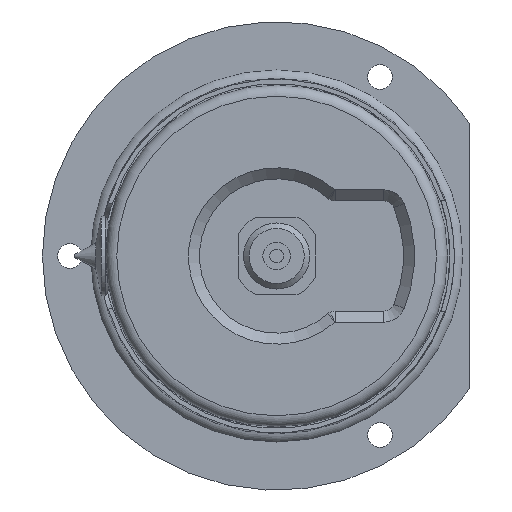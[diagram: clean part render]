
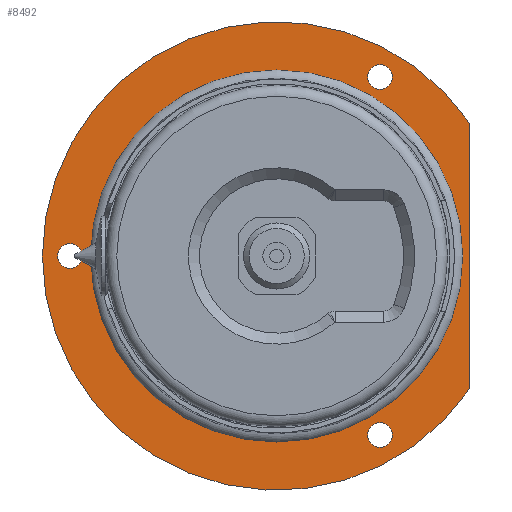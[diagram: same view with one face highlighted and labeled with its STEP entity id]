
A CAD part, left-side view. The second image highlights one B-rep face of the part: STEP entity #8492.
In plain terms, the highlighted planar face has unit normal (-1, 0, 0).
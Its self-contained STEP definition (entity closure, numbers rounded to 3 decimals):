
#410=PLANE('',#9128);
#497=FACE_BOUND('',#1537,.T.);
#498=FACE_BOUND('',#1538,.T.);
#499=FACE_BOUND('',#1539,.T.);
#500=FACE_BOUND('',#1540,.T.);
#983=FACE_OUTER_BOUND('',#1536,.T.);
#1536=EDGE_LOOP('',(#7905,#7906));
#1537=EDGE_LOOP('',(#7907,#7908));
#1538=EDGE_LOOP('',(#7909,#7910));
#1539=EDGE_LOOP('',(#7911,#7912));
#1540=EDGE_LOOP('',(#7913,#7914));
#2480=LINE('',#14377,#3412);
#3412=VECTOR('',#11279,1000.);
#3549=CIRCLE('',#9088,2.25);
#3552=CIRCLE('',#9091,2.25);
#3553=CIRCLE('',#9093,2.25);
#3556=CIRCLE('',#9096,2.25);
#3557=CIRCLE('',#9098,2.25);
#3560=CIRCLE('',#9101,2.25);
#3569=CIRCLE('',#9112,33.75);
#3570=CIRCLE('',#9113,33.75);
#3580=CIRCLE('',#9129,42.5);
#4401=VERTEX_POINT('',#14220);
#4402=VERTEX_POINT('',#14221);
#4405=VERTEX_POINT('',#14230);
#4406=VERTEX_POINT('',#14231);
#4409=VERTEX_POINT('',#14240);
#4410=VERTEX_POINT('',#14241);
#4419=VERTEX_POINT('',#14264);
#4420=VERTEX_POINT('',#14266);
#4437=VERTEX_POINT('',#14375);
#4438=VERTEX_POINT('',#14376);
#5557=EDGE_CURVE('',#4401,#4402,#3549,.T.);
#5561=EDGE_CURVE('',#4402,#4401,#3552,.T.);
#5562=EDGE_CURVE('',#4405,#4406,#3553,.T.);
#5566=EDGE_CURVE('',#4406,#4405,#3556,.T.);
#5567=EDGE_CURVE('',#4409,#4410,#3557,.T.);
#5571=EDGE_CURVE('',#4410,#4409,#3560,.T.);
#5580=EDGE_CURVE('',#4419,#4420,#3569,.T.);
#5581=EDGE_CURVE('',#4420,#4419,#3570,.T.);
#5604=EDGE_CURVE('',#4437,#4438,#2480,.T.);
#5605=EDGE_CURVE('',#4437,#4438,#3580,.T.);
#7905=ORIENTED_EDGE('',*,*,#5604,.F.);
#7906=ORIENTED_EDGE('',*,*,#5605,.T.);
#7907=ORIENTED_EDGE('',*,*,#5567,.F.);
#7908=ORIENTED_EDGE('',*,*,#5571,.F.);
#7909=ORIENTED_EDGE('',*,*,#5557,.F.);
#7910=ORIENTED_EDGE('',*,*,#5561,.F.);
#7911=ORIENTED_EDGE('',*,*,#5562,.F.);
#7912=ORIENTED_EDGE('',*,*,#5566,.F.);
#7913=ORIENTED_EDGE('',*,*,#5581,.F.);
#7914=ORIENTED_EDGE('',*,*,#5580,.F.);
#8492=ADVANCED_FACE('',(#983,#497,#498,#499,#500),#410,.T.);
#9088=AXIS2_PLACEMENT_3D('',#14222,#11191,#11192);
#9091=AXIS2_PLACEMENT_3D('',#14228,#11198,#11199);
#9093=AXIS2_PLACEMENT_3D('',#14232,#11202,#11203);
#9096=AXIS2_PLACEMENT_3D('',#14238,#11209,#11210);
#9098=AXIS2_PLACEMENT_3D('',#14242,#11213,#11214);
#9101=AXIS2_PLACEMENT_3D('',#14248,#11220,#11221);
#9112=AXIS2_PLACEMENT_3D('',#14267,#11242,#11243);
#9113=AXIS2_PLACEMENT_3D('',#14268,#11244,#11245);
#9128=AXIS2_PLACEMENT_3D('',#14374,#11277,#11278);
#9129=AXIS2_PLACEMENT_3D('',#14378,#11280,#11281);
#11191=DIRECTION('center_axis',(-1.,0.,0.));
#11192=DIRECTION('ref_axis',(0.,-1.,0.));
#11198=DIRECTION('center_axis',(-1.,0.,0.));
#11199=DIRECTION('ref_axis',(0.,-1.,0.));
#11202=DIRECTION('center_axis',(-1.,0.,0.));
#11203=DIRECTION('ref_axis',(0.,-1.,0.));
#11209=DIRECTION('center_axis',(-1.,0.,0.));
#11210=DIRECTION('ref_axis',(0.,-1.,0.));
#11213=DIRECTION('center_axis',(-1.,0.,0.));
#11214=DIRECTION('ref_axis',(0.,-1.,0.));
#11220=DIRECTION('center_axis',(-1.,0.,0.));
#11221=DIRECTION('ref_axis',(0.,-1.,0.));
#11242=DIRECTION('center_axis',(-1.,0.,0.));
#11243=DIRECTION('ref_axis',(0.,-1.,0.));
#11244=DIRECTION('center_axis',(-1.,0.,0.));
#11245=DIRECTION('ref_axis',(0.,-1.,0.));
#11277=DIRECTION('center_axis',(-1.,0.,0.));
#11278=DIRECTION('ref_axis',(0.,-1.,0.));
#11279=DIRECTION('',(0.,0.,-1.));
#11280=DIRECTION('center_axis',(-1.,0.,0.));
#11281=DIRECTION('ref_axis',(0.,-1.,0.));
#14220=CARTESIAN_POINT('',(25.2,-16.5,32.476));
#14221=CARTESIAN_POINT('',(25.2,-21.,32.476));
#14222=CARTESIAN_POINT('Origin',(25.2,-18.75,32.476));
#14228=CARTESIAN_POINT('Origin',(25.2,-18.75,32.476));
#14230=CARTESIAN_POINT('',(25.2,-16.5,-32.476));
#14231=CARTESIAN_POINT('',(25.2,-21.,-32.476));
#14232=CARTESIAN_POINT('Origin',(25.2,-18.75,-32.476));
#14238=CARTESIAN_POINT('Origin',(25.2,-18.75,-32.476));
#14240=CARTESIAN_POINT('',(25.2,39.75,0.));
#14241=CARTESIAN_POINT('',(25.2,35.25,0.));
#14242=CARTESIAN_POINT('Origin',(25.2,37.5,0.));
#14248=CARTESIAN_POINT('Origin',(25.2,37.5,0.));
#14264=CARTESIAN_POINT('',(25.2,33.75,0.));
#14266=CARTESIAN_POINT('',(25.2,-33.75,0.));
#14267=CARTESIAN_POINT('Origin',(25.2,0.,0.));
#14268=CARTESIAN_POINT('Origin',(25.2,0.,0.));
#14374=CARTESIAN_POINT('Origin',(25.2,0.,33.75));
#14375=CARTESIAN_POINT('',(25.2,-35.,24.109));
#14376=CARTESIAN_POINT('',(25.2,-35.,-24.109));
#14377=CARTESIAN_POINT('',(25.2,-35.,33.75));
#14378=CARTESIAN_POINT('Origin',(25.2,0.,0.));
